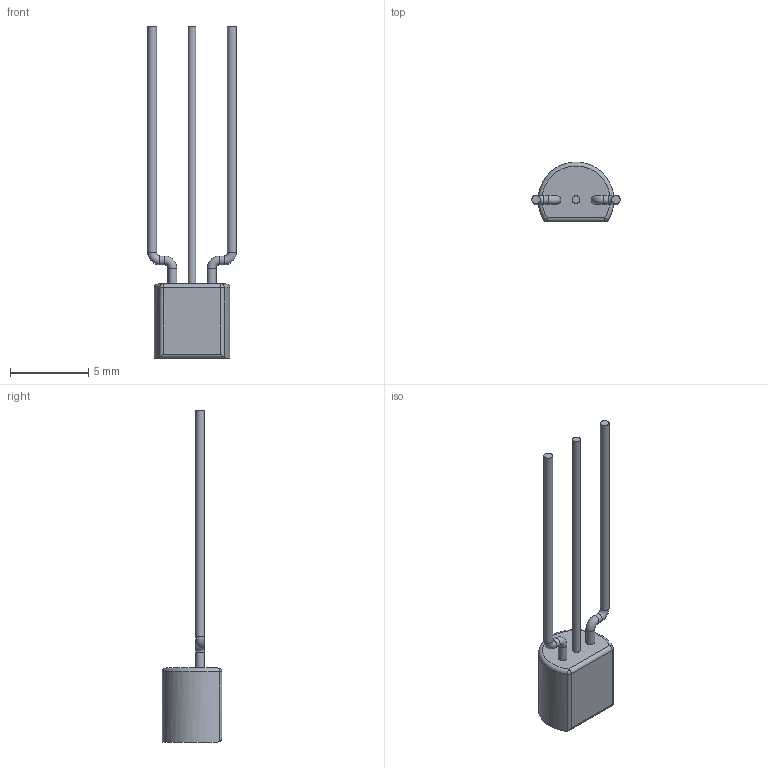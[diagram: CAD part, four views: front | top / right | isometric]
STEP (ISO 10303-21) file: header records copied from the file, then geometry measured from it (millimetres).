
FILE_DESCRIPTION(('FreeCAD Model'),'2;1');
FILE_NAME( 'transistor.step', '2020-11-22T07:53:53',('Author'),(''), 'Open CASCADE STEP processor 7.4','FreeCAD','Unknown');
FILE_SCHEMA(('AUTOMOTIVE_DESIGN { 1 0 10303 214 1 1 1 1 }'));
Length unit declared in the file: millimetre
Products named in the file (4): Part; Body001; Lead2.Body; Body004
Assembly tree (3 placements, depth 2):
  Part
    Body001
    Lead2.Body
    Body004
Bounding box: 5.64 x 3.8 x 21.16 mm (x, y, z)
Volume: 85.4 mm3; surface area: 191.1 mm2
Topology: 3 solids, 3 shells, 29 faces, 53 edges, 28 vertices
Faces by surface type: cylinder 13, plane 7, torus 7, sphere 2
Full cylindrical faces by diameter (mm): 0.5 x1, 0.56 x7
Entity records: 791 total; most frequent: DIRECTION 148, CARTESIAN_POINT 121, ORIENTED_EDGE 102, AXIS2_PLACEMENT_3D 66, EDGE_CURVE 51, CIRCLE 31, ADVANCED_FACE 29, FACE_BOUND 29
